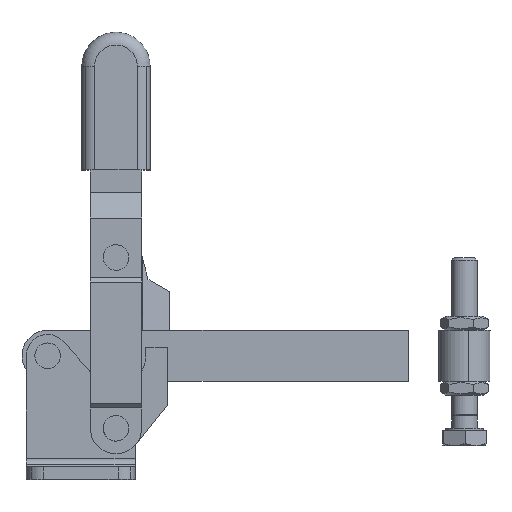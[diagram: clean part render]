
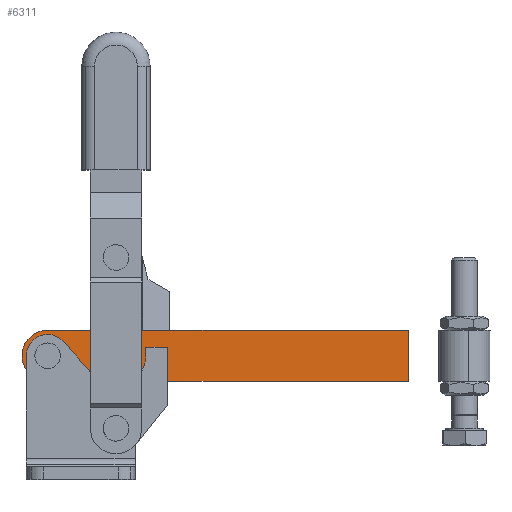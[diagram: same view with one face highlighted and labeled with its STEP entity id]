
A CAD part, top view. The second image highlights one B-rep face of the part: STEP entity #6311.
In plain terms, the highlighted planar face has unit normal (0, 0, 1).
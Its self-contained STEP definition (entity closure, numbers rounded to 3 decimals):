
#5984=CARTESIAN_POINT('',(-1091.165,534.514,-297.233));
#5985=VERTEX_POINT('',#5984);
#5994=CARTESIAN_POINT('',(-1085.165,540.514,-297.233));
#5995=VERTEX_POINT('',#5994);
#5996=CARTESIAN_POINT('',(-1085.165,534.514,-297.233));
#5997=DIRECTION('',(0.0,0.0,-1.0));
#5998=DIRECTION('',(1.0,0.0,0.0));
#5999=AXIS2_PLACEMENT_3D('',#5996,#5997,#5998);
#6000=CIRCLE('',#5999,6.);
#6001=EDGE_CURVE('',#5985,#5995,#6000,.T.);
#6026=CARTESIAN_POINT('',(-1082.165,534.514,-297.233));
#6027=VERTEX_POINT('',#6026);
#6036=CARTESIAN_POINT('',(-1088.165,534.514,-297.233));
#6037=VERTEX_POINT('',#6036);
#6038=CARTESIAN_POINT('',(-1085.165,534.514,-297.233));
#6039=DIRECTION('',(0.0,0.0,-1.0));
#6040=DIRECTION('',(1.0,0.0,0.0));
#6041=AXIS2_PLACEMENT_3D('',#6038,#6039,#6040);
#6042=CIRCLE('',#6041,3.);
#6043=EDGE_CURVE('',#6037,#6027,#6042,.T.);
#6070=CARTESIAN_POINT('',(-1072.165,534.514,-297.233));
#6071=VERTEX_POINT('',#6070);
#6087=CARTESIAN_POINT('',(-1066.165,534.514,-297.233));
#6088=VERTEX_POINT('',#6087);
#6095=CARTESIAN_POINT('',(-1069.165,534.514,-297.233));
#6096=DIRECTION('',(0.0,0.0,-1.0));
#6097=DIRECTION('',(-1.0,0.0,0.0));
#6098=AXIS2_PLACEMENT_3D('',#6095,#6096,#6097);
#6099=CIRCLE('',#6098,3.);
#6100=EDGE_CURVE('',#6071,#6088,#6099,.T.);
#6110=CARTESIAN_POINT('',(-1000.665,540.514,-297.233));
#6111=VERTEX_POINT('',#6110);
#6120=CARTESIAN_POINT('',(-1000.665,528.514,-297.233));
#6121=VERTEX_POINT('',#6120);
#6122=CARTESIAN_POINT('',(-1000.665,528.514,-297.233));
#6123=DIRECTION('',(0.0,1.0,0.0));
#6124=VECTOR('',#6123,12.);
#6125=LINE('',#6122,#6124);
#6126=EDGE_CURVE('',#6121,#6111,#6125,.T.);
#6151=CARTESIAN_POINT('',(-1069.165,534.514,-297.233));
#6152=DIRECTION('',(0.0,0.0,-1.0));
#6153=DIRECTION('',(-1.0,0.0,0.0));
#6154=AXIS2_PLACEMENT_3D('',#6151,#6152,#6153);
#6155=CIRCLE('',#6154,3.);
#6156=EDGE_CURVE('',#6088,#6071,#6155,.T.);
#6183=CARTESIAN_POINT('',(-1085.165,534.514,-297.233));
#6184=DIRECTION('',(0.0,0.0,-1.0));
#6185=DIRECTION('',(1.0,0.0,0.0));
#6186=AXIS2_PLACEMENT_3D('',#6183,#6184,#6185);
#6187=CIRCLE('',#6186,3.);
#6188=EDGE_CURVE('',#6027,#6037,#6187,.T.);
#6198=CARTESIAN_POINT('',(-1085.165,540.514,-297.233));
#6199=DIRECTION('',(1.0,0.0,0.0));
#6200=VECTOR('',#6199,84.5);
#6201=LINE('',#6198,#6200);
#6202=EDGE_CURVE('',#5995,#6111,#6201,.T.);
#6220=CARTESIAN_POINT('',(-1085.165,528.514,-297.233));
#6221=VERTEX_POINT('',#6220);
#6222=CARTESIAN_POINT('',(-1000.665,528.514,-297.233));
#6223=DIRECTION('',(-1.0,0.0,0.0));
#6224=VECTOR('',#6223,84.5);
#6225=LINE('',#6222,#6224);
#6226=EDGE_CURVE('',#6121,#6221,#6225,.T.);
#6281=CARTESIAN_POINT('',(-1085.165,534.514,-297.233));
#6282=DIRECTION('',(0.0,0.0,-1.0));
#6283=DIRECTION('',(1.0,0.0,0.0));
#6284=AXIS2_PLACEMENT_3D('',#6281,#6282,#6283);
#6285=CIRCLE('',#6284,6.);
#6286=EDGE_CURVE('',#6221,#5985,#6285,.T.);
#6291=CARTESIAN_POINT('',(-1079.165,534.514,-297.233));
#6292=DIRECTION('',(0.0,0.0,1.0));
#6293=DIRECTION('',(1.0,0.0,0.0));
#6294=AXIS2_PLACEMENT_3D('',#6291,#6292,#6293);
#6295=PLANE('',#6294);
#6296=ORIENTED_EDGE('',*,*,#6286,.F.);
#6297=ORIENTED_EDGE('',*,*,#6226,.F.);
#6298=ORIENTED_EDGE('',*,*,#6126,.T.);
#6299=ORIENTED_EDGE('',*,*,#6202,.F.);
#6300=ORIENTED_EDGE('',*,*,#6001,.F.);
#6301=EDGE_LOOP('',(#6296,#6297,#6298,#6299,#6300));
#6302=FACE_OUTER_BOUND('',#6301,.T.);
#6303=ORIENTED_EDGE('',*,*,#6156,.T.);
#6304=ORIENTED_EDGE('',*,*,#6100,.T.);
#6305=EDGE_LOOP('',(#6303,#6304));
#6306=FACE_BOUND('',#6305,.T.);
#6307=ORIENTED_EDGE('',*,*,#6043,.T.);
#6308=ORIENTED_EDGE('',*,*,#6188,.T.);
#6309=EDGE_LOOP('',(#6307,#6308));
#6310=FACE_BOUND('',#6309,.T.);
#6311=ADVANCED_FACE('',(#6302,#6306,#6310),#6295,.T.);
